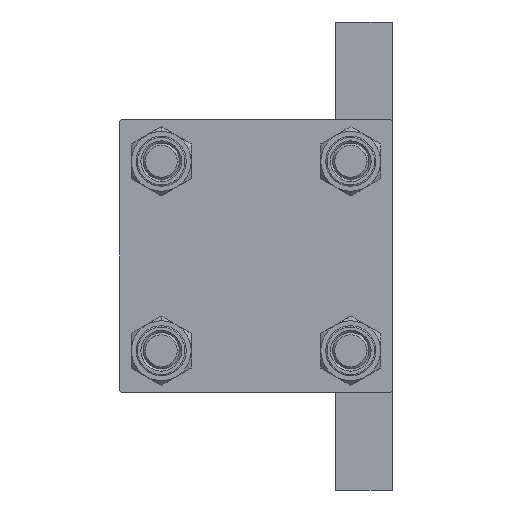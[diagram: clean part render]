
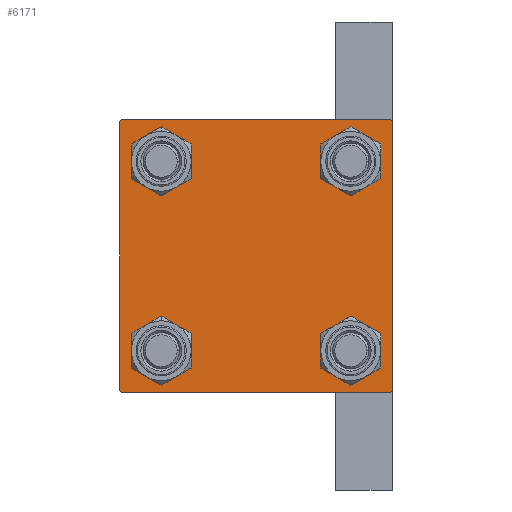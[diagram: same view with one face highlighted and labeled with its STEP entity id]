
A CAD part, left-side view. The second image highlights one B-rep face of the part: STEP entity #6171.
In plain terms, the highlighted planar face has unit normal (-1, 0, 0).
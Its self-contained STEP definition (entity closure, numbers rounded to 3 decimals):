
#218 = FACE_BOUND ( 'NONE', #46367, .T. ) ;
#670 = DIRECTION ( 'NONE',  ( 1., 0., 0. ) ) ;
#847 = ORIENTED_EDGE ( 'NONE', *, *, #42682, .F. ) ;
#890 = CARTESIAN_POINT ( 'NONE',  ( 0., -30., 29.5 ) ) ;
#1196 = EDGE_LOOP ( 'NONE', ( #7974, #44217 ) ) ;
#1226 = ORIENTED_EDGE ( 'NONE', *, *, #37509, .T. ) ;
#2329 = ORIENTED_EDGE ( 'NONE', *, *, #36153, .T. ) ;
#2400 = CARTESIAN_POINT ( 'NONE',  ( 0., 20.85, -20.85 ) ) ;
#2743 = VERTEX_POINT ( 'NONE', #46674 ) ;
#3244 = VECTOR ( 'NONE', #19228, 1000. ) ;
#3528 = VECTOR ( 'NONE', #27431, 1000. ) ;
#3841 = AXIS2_PLACEMENT_3D ( 'NONE', #23100, #670, #42577 ) ;
#4480 = CARTESIAN_POINT ( 'NONE',  ( 0., 29.75, 29.75 ) ) ;
#4756 = CARTESIAN_POINT ( 'NONE',  ( 0., -20.85, -20.85 ) ) ;
#4986 = DIRECTION ( 'NONE',  ( 0., 0., 1. ) ) ;
#6035 = VECTOR ( 'NONE', #9344, 1000. ) ;
#6116 = CARTESIAN_POINT ( 'NONE',  ( 0., -20.85, -20.85 ) ) ;
#6171 = ADVANCED_FACE ( 'NONE', ( #23127, #218, #22635, #19410, #11303 ), #18924, .T. ) ;
#6494 = DIRECTION ( 'NONE',  ( 0., 0., 1. ) ) ;
#7085 = VERTEX_POINT ( 'NONE', #12573 ) ;
#7974 = ORIENTED_EDGE ( 'NONE', *, *, #33094, .T. ) ;
#8041 = DIRECTION ( 'NONE',  ( 1., 0., 0. ) ) ;
#8192 = EDGE_CURVE ( 'NONE', #26488, #45933, #17734, .T. ) ;
#8536 = DIRECTION ( 'NONE',  ( 0., 0., 1. ) ) ;
#8988 = CIRCLE ( 'NONE', #42034, 4.5 ) ;
#9198 = CARTESIAN_POINT ( 'NONE',  ( 0., -20.85, 25.35 ) ) ;
#9344 = DIRECTION ( 'NONE',  ( 0., 0.707, -0.707 ) ) ;
#10274 = LINE ( 'NONE', #12388, #3528 ) ;
#10439 = DIRECTION ( 'NONE',  ( 1., 0., 0. ) ) ;
#11127 = ORIENTED_EDGE ( 'NONE', *, *, #43336, .T. ) ;
#11303 = FACE_OUTER_BOUND ( 'NONE', #41978, .T. ) ;
#11365 = CIRCLE ( 'NONE', #19091, 4.5 ) ;
#11988 = CARTESIAN_POINT ( 'NONE',  ( 0., 20.85, 25.35 ) ) ;
#12166 = VERTEX_POINT ( 'NONE', #24161 ) ;
#12324 = VERTEX_POINT ( 'NONE', #890 ) ;
#12388 = CARTESIAN_POINT ( 'NONE',  ( 0., -29.75, 29.75 ) ) ;
#12573 = CARTESIAN_POINT ( 'NONE',  ( 0., 29.5, -30. ) ) ;
#13144 = VERTEX_POINT ( 'NONE', #20141 ) ;
#13258 = DIRECTION ( 'NONE',  ( 1., 0., 0. ) ) ;
#13569 = EDGE_LOOP ( 'NONE', ( #23518, #44020 ) ) ;
#13802 = AXIS2_PLACEMENT_3D ( 'NONE', #19864, #8041, #8536 ) ;
#14039 = CARTESIAN_POINT ( 'NONE',  ( 0., 30., -29.5 ) ) ;
#14133 = CARTESIAN_POINT ( 'NONE',  ( 0., -29.5, 30. ) ) ;
#14202 = CARTESIAN_POINT ( 'NONE',  ( 0., 20.85, -25.35 ) ) ;
#14714 = VECTOR ( 'NONE', #33325, 1000. ) ;
#15119 = ORIENTED_EDGE ( 'NONE', *, *, #8192, .T. ) ;
#15198 = EDGE_CURVE ( 'NONE', #33732, #22589, #28176, .T. ) ;
#15231 = VERTEX_POINT ( 'NONE', #27181 ) ;
#15234 = CARTESIAN_POINT ( 'NONE',  ( 0., 0., 0. ) ) ;
#16322 = DIRECTION ( 'NONE',  ( 1., 0., 0. ) ) ;
#16339 = ORIENTED_EDGE ( 'NONE', *, *, #17282, .T. ) ;
#16527 = EDGE_CURVE ( 'NONE', #7085, #31054, #20109, .T. ) ;
#17282 = EDGE_CURVE ( 'NONE', #13144, #12166, #43371, .T. ) ;
#17284 = CARTESIAN_POINT ( 'NONE',  ( 0., 20.85, -16.35 ) ) ;
#17404 = DIRECTION ( 'NONE',  ( 0., 0., 1. ) ) ;
#17734 = CIRCLE ( 'NONE', #13802, 4.5 ) ;
#17822 = CARTESIAN_POINT ( 'NONE',  ( 0., 20.85, -20.85 ) ) ;
#18257 = LINE ( 'NONE', #30095, #14714 ) ;
#18924 = PLANE ( 'NONE',  #25443 ) ;
#19091 = AXIS2_PLACEMENT_3D ( 'NONE', #4756, #16322, #46420 ) ;
#19177 = LINE ( 'NONE', #19419, #23000 ) ;
#19228 = DIRECTION ( 'NONE',  ( 0., -0.707, 0.707 ) ) ;
#19410 = FACE_BOUND ( 'NONE', #36110, .T. ) ;
#19419 = CARTESIAN_POINT ( 'NONE',  ( 0., 29.75, -29.75 ) ) ;
#19856 = VERTEX_POINT ( 'NONE', #14039 ) ;
#19864 = CARTESIAN_POINT ( 'NONE',  ( 0., 20.85, 20.85 ) ) ;
#20109 = LINE ( 'NONE', #20844, #30380 ) ;
#20141 = CARTESIAN_POINT ( 'NONE',  ( 0., 29.5, 30. ) ) ;
#20844 = CARTESIAN_POINT ( 'NONE',  ( 0., 30., -30. ) ) ;
#21661 = EDGE_CURVE ( 'NONE', #12166, #19856, #18257, .T. ) ;
#21830 = DIRECTION ( 'NONE',  ( 1., 0., 0. ) ) ;
#22589 = VERTEX_POINT ( 'NONE', #9198 ) ;
#22635 = FACE_BOUND ( 'NONE', #1196, .T. ) ;
#22930 = CARTESIAN_POINT ( 'NONE',  ( 0., -29.75, -29.75 ) ) ;
#23000 = VECTOR ( 'NONE', #34481, 1000. ) ;
#23026 = CARTESIAN_POINT ( 'NONE',  ( 0., 20.85, 20.85 ) ) ;
#23100 = CARTESIAN_POINT ( 'NONE',  ( 0., -20.85, 20.85 ) ) ;
#23127 = FACE_BOUND ( 'NONE', #13569, .T. ) ;
#23518 = ORIENTED_EDGE ( 'NONE', *, *, #25742, .T. ) ;
#23709 = AXIS2_PLACEMENT_3D ( 'NONE', #17822, #10439, #6494 ) ;
#24150 = CARTESIAN_POINT ( 'NONE',  ( 0., -30., 30. ) ) ;
#24161 = CARTESIAN_POINT ( 'NONE',  ( 0., 30., 29.5 ) ) ;
#25328 = AXIS2_PLACEMENT_3D ( 'NONE', #2400, #21830, #17404 ) ;
#25443 = AXIS2_PLACEMENT_3D ( 'NONE', #15234, #33988, #45567 ) ;
#25742 = EDGE_CURVE ( 'NONE', #22589, #33732, #47944, .T. ) ;
#26488 = VERTEX_POINT ( 'NONE', #30142 ) ;
#26615 = VERTEX_POINT ( 'NONE', #26679 ) ;
#26679 = CARTESIAN_POINT ( 'NONE',  ( 0., -20.85, -16.35 ) ) ;
#26870 = DIRECTION ( 'NONE',  ( 0., 0., -1. ) ) ;
#27118 = LINE ( 'NONE', #30330, #32395 ) ;
#27181 = CARTESIAN_POINT ( 'NONE',  ( 0., -30., -29.5 ) ) ;
#27431 = DIRECTION ( 'NONE',  ( 0., 0.707, 0.707 ) ) ;
#28176 = CIRCLE ( 'NONE', #28976, 4.5 ) ;
#28740 = ORIENTED_EDGE ( 'NONE', *, *, #38464, .T. ) ;
#28976 = AXIS2_PLACEMENT_3D ( 'NONE', #34585, #30886, #4986 ) ;
#30095 = CARTESIAN_POINT ( 'NONE',  ( 0., 30., 30. ) ) ;
#30142 = CARTESIAN_POINT ( 'NONE',  ( 0., 20.85, 16.35 ) ) ;
#30330 = CARTESIAN_POINT ( 'NONE',  ( 0., 30., 30. ) ) ;
#30380 = VECTOR ( 'NONE', #47000, 1000. ) ;
#30886 = DIRECTION ( 'NONE',  ( 1., 0., 0. ) ) ;
#31054 = VERTEX_POINT ( 'NONE', #48709 ) ;
#31570 = LINE ( 'NONE', #22930, #3244 ) ;
#31988 = EDGE_CURVE ( 'NONE', #13144, #32276, #27118, .T. ) ;
#32276 = VERTEX_POINT ( 'NONE', #14133 ) ;
#32395 = VECTOR ( 'NONE', #45382, 1000. ) ;
#33094 = EDGE_CURVE ( 'NONE', #41665, #43245, #44978, .T. ) ;
#33325 = DIRECTION ( 'NONE',  ( 0., 0., -1. ) ) ;
#33437 = VECTOR ( 'NONE', #26870, 1000. ) ;
#33732 = VERTEX_POINT ( 'NONE', #39395 ) ;
#33766 = EDGE_CURVE ( 'NONE', #43245, #41665, #42663, .T. ) ;
#33988 = DIRECTION ( 'NONE',  ( -1., 0., 0. ) ) ;
#34068 = CIRCLE ( 'NONE', #38010, 4.5 ) ;
#34481 = DIRECTION ( 'NONE',  ( 0., -0.707, -0.707 ) ) ;
#34585 = CARTESIAN_POINT ( 'NONE',  ( 0., -20.85, 20.85 ) ) ;
#35736 = ORIENTED_EDGE ( 'NONE', *, *, #46167, .T. ) ;
#36102 = ORIENTED_EDGE ( 'NONE', *, *, #16527, .T. ) ;
#36110 = EDGE_LOOP ( 'NONE', ( #35736, #15119 ) ) ;
#36153 = EDGE_CURVE ( 'NONE', #31054, #15231, #31570, .T. ) ;
#37509 = EDGE_CURVE ( 'NONE', #19856, #7085, #19177, .T. ) ;
#38010 = AXIS2_PLACEMENT_3D ( 'NONE', #6116, #13258, #43612 ) ;
#38464 = EDGE_CURVE ( 'NONE', #26615, #2743, #34068, .T. ) ;
#39395 = CARTESIAN_POINT ( 'NONE',  ( 0., -20.85, 16.35 ) ) ;
#40465 = ORIENTED_EDGE ( 'NONE', *, *, #43356, .T. ) ;
#41665 = VERTEX_POINT ( 'NONE', #17284 ) ;
#41723 = ORIENTED_EDGE ( 'NONE', *, *, #21661, .T. ) ;
#41978 = EDGE_LOOP ( 'NONE', ( #41723, #1226, #36102, #2329, #847, #11127, #42753, #16339 ) ) ;
#42034 = AXIS2_PLACEMENT_3D ( 'NONE', #23026, #45476, #45966 ) ;
#42577 = DIRECTION ( 'NONE',  ( 0., 0., 1. ) ) ;
#42663 = CIRCLE ( 'NONE', #25328, 4.5 ) ;
#42682 = EDGE_CURVE ( 'NONE', #12324, #15231, #46359, .T. ) ;
#42753 = ORIENTED_EDGE ( 'NONE', *, *, #31988, .F. ) ;
#43245 = VERTEX_POINT ( 'NONE', #14202 ) ;
#43336 = EDGE_CURVE ( 'NONE', #12324, #32276, #10274, .T. ) ;
#43356 = EDGE_CURVE ( 'NONE', #2743, #26615, #11365, .T. ) ;
#43371 = LINE ( 'NONE', #4480, #6035 ) ;
#43612 = DIRECTION ( 'NONE',  ( 0., 0., 1. ) ) ;
#44020 = ORIENTED_EDGE ( 'NONE', *, *, #15198, .T. ) ;
#44217 = ORIENTED_EDGE ( 'NONE', *, *, #33766, .T. ) ;
#44978 = CIRCLE ( 'NONE', #23709, 4.5 ) ;
#45382 = DIRECTION ( 'NONE',  ( 0., -1., 0. ) ) ;
#45476 = DIRECTION ( 'NONE',  ( 1., 0., 0. ) ) ;
#45567 = DIRECTION ( 'NONE',  ( 0., 0., 1. ) ) ;
#45933 = VERTEX_POINT ( 'NONE', #11988 ) ;
#45966 = DIRECTION ( 'NONE',  ( 0., 0., 1. ) ) ;
#46167 = EDGE_CURVE ( 'NONE', #45933, #26488, #8988, .T. ) ;
#46359 = LINE ( 'NONE', #24150, #33437 ) ;
#46367 = EDGE_LOOP ( 'NONE', ( #28740, #40465 ) ) ;
#46420 = DIRECTION ( 'NONE',  ( 0., 0., 1. ) ) ;
#46674 = CARTESIAN_POINT ( 'NONE',  ( 0., -20.85, -25.35 ) ) ;
#47000 = DIRECTION ( 'NONE',  ( 0., -1., 0. ) ) ;
#47944 = CIRCLE ( 'NONE', #3841, 4.5 ) ;
#48709 = CARTESIAN_POINT ( 'NONE',  ( 0., -29.5, -30. ) ) ;
